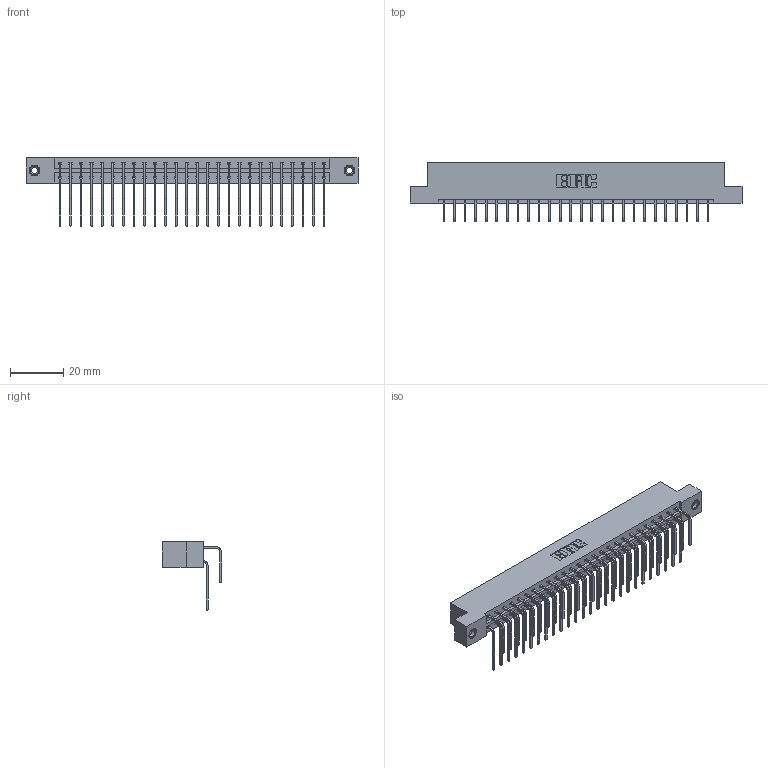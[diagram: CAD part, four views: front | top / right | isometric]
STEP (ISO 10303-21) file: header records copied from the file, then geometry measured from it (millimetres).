
FILE_DESCRIPTION (( 'STEP AP203' ), '1' );
FILE_NAME ('333-052-558-208.STEP', '2018-08-04T03:13:16', ( '' ), ( '' ), 'SwSTEP 2.0', 'SolidWorks 2016', '' );
FILE_SCHEMA (( 'CONFIG_CONTROL_DESIGN' ));
Length unit declared in the file: inch
Products named in the file (5): 333 Part_Flush - .156 Dia - TI; 345-292-001_558 559 Tail - 1; 345-292-001_558 Tail - 2; 345-250-001_345-250-003-102; 333-052-558-208
Assembly tree (55 placements, depth 2):
  333-052-558-208
    333 Part_Flush - .156 Dia - TI
    345-292-001_558 559 Tail - 1  x26
    345-292-001_558 Tail - 2  x26
    345-250-001_345-250-003-102  x2
Bounding box: 124.56 x 22.17 x 25.53 mm (x, y, z)
Volume: 12860.9 mm3; surface area: 16548.7 mm2
Topology: 55 solids, 55 shells, 2982 faces, 8819 edges, 5802 vertices
Faces by surface type: plane 2078, cylinder 888, cone 12, torus 4
Entity records: 21766 total; most frequent: CARTESIAN_POINT 3660, ORIENTED_EDGE 3538, DIRECTION 3167, EDGE_CURVE 1769, LINE 1581, VECTOR 1581, VERTEX_POINT 1172, AXIS2_PLACEMENT_3D 793
